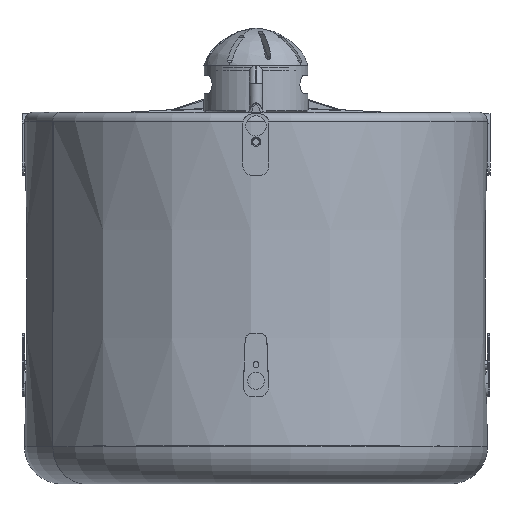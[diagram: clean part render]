
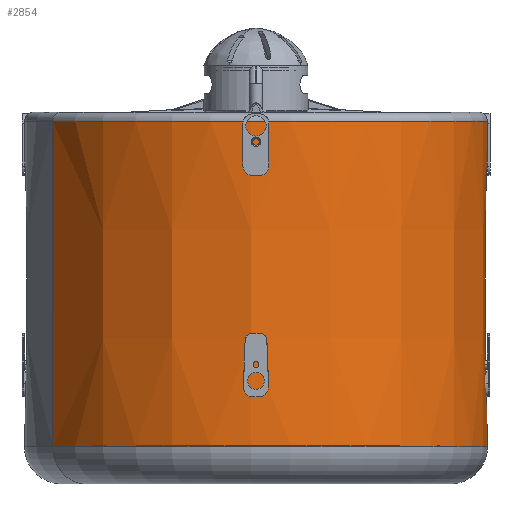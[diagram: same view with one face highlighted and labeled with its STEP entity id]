
A CAD part, left-side view. The second image highlights one B-rep face of the part: STEP entity #2854.
In plain terms, the highlighted conical face has half-angle 0.031 degrees and reference radius 124.703 mm.
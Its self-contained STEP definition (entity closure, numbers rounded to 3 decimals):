
#2778=CARTESIAN_POINT('Vertex',(59.786,-109.437,-180.011)) ;
#2781=CARTESIAN_POINT('Axis2P3D Location',(0.,0.,-180.011)) ;
#2785=CARTESIAN_POINT('Vertex',(-59.786,109.437,-180.011)) ;
#2824=CARTESIAN_POINT('Axis2P3D Location',(0.,0.,-180.011)) ;
#2829=CARTESIAN_POINT('Line Origine',(59.808,-109.479,-92.405)) ;
#2833=CARTESIAN_POINT('Vertex',(59.831,-109.52,-4.8)) ;
#2836=CARTESIAN_POINT('Axis2P3D Location',(0.,0.,-4.8)) ;
#2840=CARTESIAN_POINT('Vertex',(-59.831,109.52,-4.8)) ;
#2843=CARTESIAN_POINT('Line Origine',(-59.808,109.479,-92.405)) ;
#2782=DIRECTION('Axis2P3D Direction',(0.,0.,1.)) ;
#2825=DIRECTION('Axis2P3D Direction',(0.,0.,1.)) ;
#2826=DIRECTION('Axis2P3D XDirection',(-0.479,0.878,0.)) ;
#2830=DIRECTION('Vector Direction',(0.,0.,1.)) ;
#2837=DIRECTION('Axis2P3D Direction',(0.,0.,1.)) ;
#2844=DIRECTION('Vector Direction',(0.,0.,1.)) ;
#2783=AXIS2_PLACEMENT_3D('Circle Axis2P3D',#2781,#2782,$) ;
#2827=AXIS2_PLACEMENT_3D('Cone Axis2P3D',#2824,#2825,#2826) ;
#2838=AXIS2_PLACEMENT_3D('Circle Axis2P3D',#2836,#2837,$) ;
#2849=ORIENTED_EDGE('',*,*,#2835,.T.) ;
#2850=ORIENTED_EDGE('',*,*,#2842,.F.) ;
#2851=ORIENTED_EDGE('',*,*,#2847,.F.) ;
#2852=ORIENTED_EDGE('',*,*,#2787,.T.) ;
#2831=VECTOR('Line Direction',#2830,1.) ;
#2845=VECTOR('Line Direction',#2844,1.) ;
#2854=ADVANCED_FACE('Corps principal',(#2853),#2828,.T.) ;
#2784=CIRCLE('generated circle',#2783,124.703) ;
#2839=CIRCLE('generated circle',#2838,124.798) ;
#2828=CONICAL_SURFACE('Cone',#2827,124.703,0.001) ;
#2787=EDGE_CURVE('',#2786,#2779,#2784,.T.) ;
#2835=EDGE_CURVE('',#2779,#2834,#2832,.T.) ;
#2842=EDGE_CURVE('',#2841,#2834,#2839,.T.) ;
#2847=EDGE_CURVE('',#2786,#2841,#2846,.T.) ;
#2848=EDGE_LOOP('',(#2849,#2850,#2851,#2852)) ;
#2853=FACE_OUTER_BOUND('',#2848,.T.) ;
#2832=LINE('Line',#2829,#2831) ;
#2846=LINE('Line',#2843,#2845) ;
#2779=VERTEX_POINT('',#2778) ;
#2786=VERTEX_POINT('',#2785) ;
#2834=VERTEX_POINT('',#2833) ;
#2841=VERTEX_POINT('',#2840) ;
